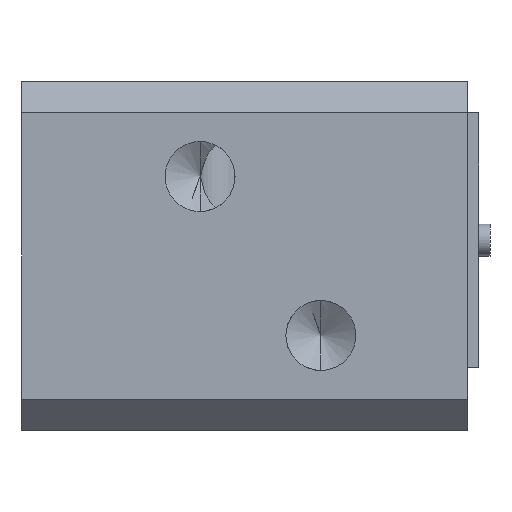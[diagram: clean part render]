
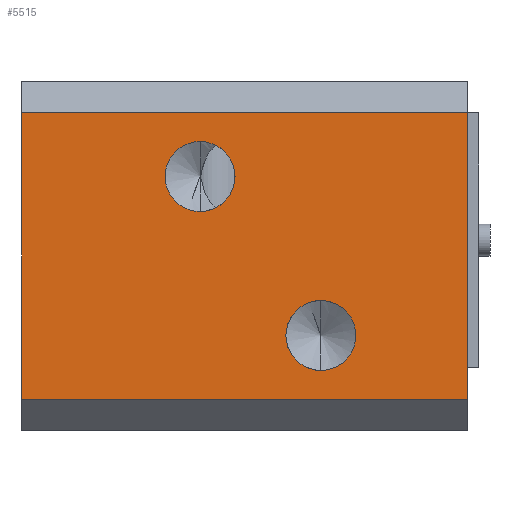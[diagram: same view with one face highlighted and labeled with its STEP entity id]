
A CAD part, left-side view. The second image highlights one B-rep face of the part: STEP entity #5515.
In plain terms, the highlighted planar face has unit normal (-1, 0, 0).
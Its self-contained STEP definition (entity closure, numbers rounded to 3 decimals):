
#121 = CARTESIAN_POINT ( 'NONE',  ( -50., -35., 22.5 ) ) ;
#149 = CARTESIAN_POINT ( 'NONE',  ( -50., -12., -7. ) ) ;
#286 = AXIS2_PLACEMENT_3D ( 'NONE', #6037, #1140, #1073 ) ;
#299 = CARTESIAN_POINT ( 'NONE',  ( -50., 7., 12.5 ) ) ;
#428 = ORIENTED_EDGE ( 'NONE', *, *, #2591, .F. ) ;
#705 = DIRECTION ( 'NONE',  ( 0., 0., -1. ) ) ;
#740 = VERTEX_POINT ( 'NONE', #3780 ) ;
#955 = ORIENTED_EDGE ( 'NONE', *, *, #4762, .F. ) ;
#1007 = AXIS2_PLACEMENT_3D ( 'NONE', #299, #4711, #4262 ) ;
#1021 = AXIS2_PLACEMENT_3D ( 'NONE', #2120, #5092, #705 ) ;
#1073 = DIRECTION ( 'NONE',  ( 0., 0., 1. ) ) ;
#1086 = CARTESIAN_POINT ( 'NONE',  ( -50., -35., 22.5 ) ) ;
#1140 = DIRECTION ( 'NONE',  ( -1., 0., 0. ) ) ;
#1225 = VERTEX_POINT ( 'NONE', #121 ) ;
#1310 = CIRCLE ( 'NONE', #1007, 5.5 ) ;
#1320 = EDGE_LOOP ( 'NONE', ( #4227, #428 ) ) ;
#1353 = FACE_BOUND ( 'NONE', #1608, .T. ) ;
#1386 = VERTEX_POINT ( 'NONE', #2668 ) ;
#1409 = VECTOR ( 'NONE', #2500, 1000. ) ;
#1414 = DIRECTION ( 'NONE',  ( 0., 0., -1. ) ) ;
#1494 = DIRECTION ( 'NONE',  ( 0., 0., 1. ) ) ;
#1608 = EDGE_LOOP ( 'NONE', ( #1830, #6084 ) ) ;
#1710 = AXIS2_PLACEMENT_3D ( 'NONE', #2287, #3250, #5748 ) ;
#1721 = ORIENTED_EDGE ( 'NONE', *, *, #3620, .F. ) ;
#1830 = ORIENTED_EDGE ( 'NONE', *, *, #3514, .T. ) ;
#1912 = VECTOR ( 'NONE', #1414, 1000. ) ;
#2099 = VERTEX_POINT ( 'NONE', #2775 ) ;
#2120 = CARTESIAN_POINT ( 'NONE',  ( -50., -12., -12.5 ) ) ;
#2226 = DIRECTION ( 'NONE',  ( 0., 0., 1. ) ) ;
#2287 = CARTESIAN_POINT ( 'NONE',  ( -50., -12., -12.5 ) ) ;
#2387 = CARTESIAN_POINT ( 'NONE',  ( -50., -35., -27. ) ) ;
#2461 = ORIENTED_EDGE ( 'NONE', *, *, #5498, .F. ) ;
#2499 = LINE ( 'NONE', #3552, #3881 ) ;
#2500 = DIRECTION ( 'NONE',  ( 0., 1., 0. ) ) ;
#2547 = VECTOR ( 'NONE', #4175, 1000. ) ;
#2591 = EDGE_CURVE ( 'NONE', #740, #5438, #5494, .T. ) ;
#2668 = CARTESIAN_POINT ( 'NONE',  ( -50., 35., -22.5 ) ) ;
#2766 = LINE ( 'NONE', #4208, #2547 ) ;
#2767 = PLANE ( 'NONE',  #6135 ) ;
#2772 = EDGE_CURVE ( 'NONE', #1225, #2099, #3911, .T. ) ;
#2775 = CARTESIAN_POINT ( 'NONE',  ( -50., 35., 22.5 ) ) ;
#3250 = DIRECTION ( 'NONE',  ( 1., 0., 0. ) ) ;
#3314 = LINE ( 'NONE', #2387, #1912 ) ;
#3514 = EDGE_CURVE ( 'NONE', #3823, #3808, #5802, .T. ) ;
#3552 = CARTESIAN_POINT ( 'NONE',  ( -50., 35., 27.5 ) ) ;
#3620 = EDGE_CURVE ( 'Edge3', #1225, #3637, #3314, .T. ) ;
#3637 = VERTEX_POINT ( 'NONE', #4439 ) ;
#3780 = CARTESIAN_POINT ( 'NONE',  ( -50., 7., 7. ) ) ;
#3808 = VERTEX_POINT ( 'NONE', #149 ) ;
#3823 = VERTEX_POINT ( 'NONE', #5543 ) ;
#3881 = VECTOR ( 'NONE', #1494, 1000. ) ;
#3911 = LINE ( 'NONE', #1086, #1409 ) ;
#4175 = DIRECTION ( 'NONE',  ( 0., 1., 0. ) ) ;
#4208 = CARTESIAN_POINT ( 'NONE',  ( -50., -35., -22.5 ) ) ;
#4227 = ORIENTED_EDGE ( 'NONE', *, *, #4968, .F. ) ;
#4262 = DIRECTION ( 'NONE',  ( 0., 0., 1. ) ) ;
#4274 = FACE_BOUND ( 'NONE', #1320, .T. ) ;
#4309 = DIRECTION ( 'NONE',  ( -1., 0., 0. ) ) ;
#4439 = CARTESIAN_POINT ( 'NONE',  ( -50., -35., -22.5 ) ) ;
#4654 = FACE_OUTER_BOUND ( 'NONE', #5321, .T. ) ;
#4681 = ORIENTED_EDGE ( 'NONE', *, *, #2772, .T. ) ;
#4711 = DIRECTION ( 'NONE',  ( -1., 0., 0. ) ) ;
#4762 = EDGE_CURVE ( 'NONE', #3637, #1386, #2766, .T. ) ;
#4968 = EDGE_CURVE ( 'NONE', #5438, #740, #1310, .T. ) ;
#5092 = DIRECTION ( 'NONE',  ( 1., 0., 0. ) ) ;
#5108 = CIRCLE ( 'NONE', #1021, 5.5 ) ;
#5321 = EDGE_LOOP ( 'NONE', ( #955, #1721, #4681, #2461 ) ) ;
#5438 = VERTEX_POINT ( 'NONE', #5463 ) ;
#5463 = CARTESIAN_POINT ( 'NONE',  ( -50., 7., 18. ) ) ;
#5494 = CIRCLE ( 'NONE', #286, 5.5 ) ;
#5498 = EDGE_CURVE ( 'NONE', #1386, #2099, #2499, .T. ) ;
#5515 = ADVANCED_FACE ( 'Face11', ( #1353, #4274, #4654 ), #2767, .T. ) ;
#5543 = CARTESIAN_POINT ( 'NONE',  ( -50., -12., -18. ) ) ;
#5716 = CARTESIAN_POINT ( 'NONE',  ( -50., -35., -27. ) ) ;
#5748 = DIRECTION ( 'NONE',  ( 0., 0., -1. ) ) ;
#5802 = CIRCLE ( 'NONE', #1710, 5.5 ) ;
#6024 = EDGE_CURVE ( 'NONE', #3808, #3823, #5108, .T. ) ;
#6037 = CARTESIAN_POINT ( 'NONE',  ( -50., 7., 12.5 ) ) ;
#6084 = ORIENTED_EDGE ( 'NONE', *, *, #6024, .T. ) ;
#6135 = AXIS2_PLACEMENT_3D ( 'NONE', #5716, #4309, #2226 ) ;
